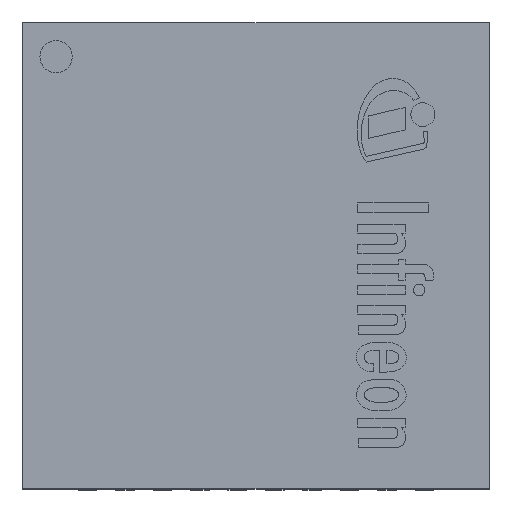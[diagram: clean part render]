
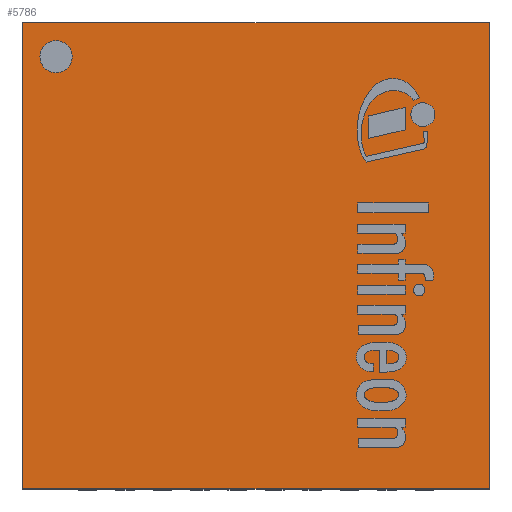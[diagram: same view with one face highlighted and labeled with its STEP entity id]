
A CAD part, top view. The second image highlights one B-rep face of the part: STEP entity #5786.
In plain terms, the highlighted planar face has unit normal (0, 0, 1).
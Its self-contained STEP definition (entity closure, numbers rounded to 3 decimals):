
#183=FACE_BOUND('',#740,.T.);
#191=CIRCLE('',#6221,0.172);
#354=FACE_OUTER_BOUND('',#739,.T.);
#739=EDGE_LOOP('',(#3858,#3859,#3860,#3861));
#740=EDGE_LOOP('',(#3862));
#1129=LINE('',#8326,#1804);
#1131=LINE('',#8330,#1806);
#1133=LINE('',#8334,#1808);
#1135=LINE('',#8337,#1810);
#1804=VECTOR('',#6708,1.);
#1806=VECTOR('',#6712,1.);
#1808=VECTOR('',#6716,1.);
#1810=VECTOR('',#6720,1.);
#2478=VERTEX_POINT('',#8317);
#2480=VERTEX_POINT('',#8323);
#2481=VERTEX_POINT('',#8325);
#2482=VERTEX_POINT('',#8329);
#2483=VERTEX_POINT('',#8333);
#3024=EDGE_CURVE('',#2478,#2478,#191,.T.);
#3027=EDGE_CURVE('',#2481,#2480,#1129,.T.);
#3029=EDGE_CURVE('',#2482,#2481,#1131,.T.);
#3031=EDGE_CURVE('',#2483,#2482,#1133,.T.);
#3033=EDGE_CURVE('',#2480,#2483,#1135,.T.);
#3858=ORIENTED_EDGE('',*,*,#3033,.T.);
#3859=ORIENTED_EDGE('',*,*,#3031,.T.);
#3860=ORIENTED_EDGE('',*,*,#3029,.T.);
#3861=ORIENTED_EDGE('',*,*,#3027,.T.);
#3862=ORIENTED_EDGE('',*,*,#3024,.T.);
#5471=PLANE('',#6228);
#5786=ADVANCED_FACE('',(#354,#183),#5471,.T.);
#6221=AXIS2_PLACEMENT_3D('',#8318,#6699,#6700);
#6228=AXIS2_PLACEMENT_3D('',#8338,#6721,#6722);
#6699=DIRECTION('center_axis',(0.,0.,-1.));
#6700=DIRECTION('ref_axis',(-1.,0.,0.));
#6708=DIRECTION('',(0.,1.,0.));
#6712=DIRECTION('',(1.,0.,0.));
#6716=DIRECTION('',(0.,-1.,0.));
#6720=DIRECTION('',(-1.,0.,0.));
#6721=DIRECTION('center_axis',(0.,0.,1.));
#6722=DIRECTION('ref_axis',(1.,0.,0.));
#8317=CARTESIAN_POINT('',(-2.136,2.299,1.));
#8318=CARTESIAN_POINT('Origin',(-2.136,2.127,1.));
#8323=CARTESIAN_POINT('',(2.49,2.49,1.));
#8325=CARTESIAN_POINT('',(2.49,-2.49,1.));
#8326=CARTESIAN_POINT('',(2.49,2.49,1.));
#8329=CARTESIAN_POINT('',(-2.49,-2.49,1.));
#8330=CARTESIAN_POINT('',(2.49,-2.49,1.));
#8333=CARTESIAN_POINT('',(-2.49,2.49,1.));
#8334=CARTESIAN_POINT('',(-2.49,-2.49,1.));
#8337=CARTESIAN_POINT('',(-2.49,2.49,1.));
#8338=CARTESIAN_POINT('Origin',(0.,0.,1.));
